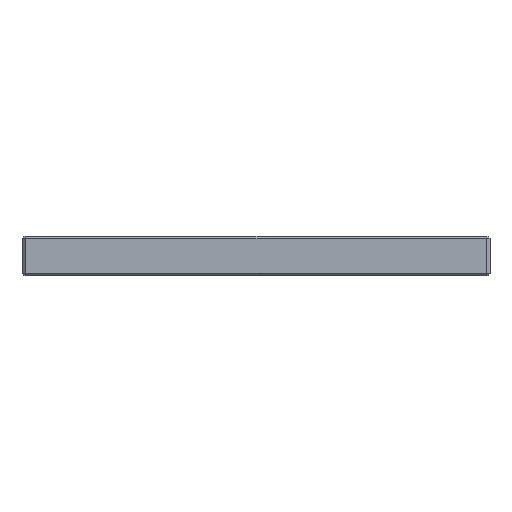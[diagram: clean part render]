
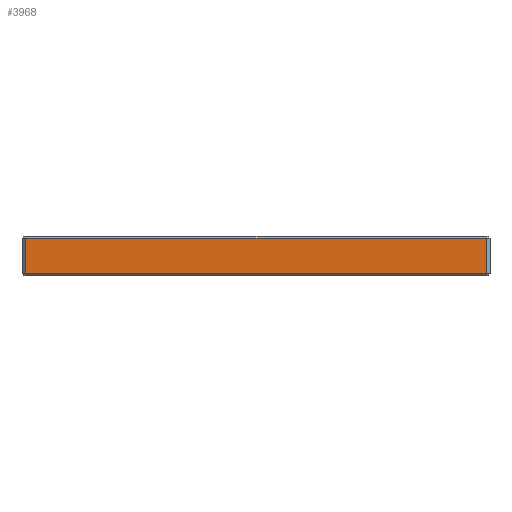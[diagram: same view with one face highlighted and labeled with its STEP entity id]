
A CAD part, top view. The second image highlights one B-rep face of the part: STEP entity #3968.
In plain terms, the highlighted planar face has unit normal (0, 0, 1).
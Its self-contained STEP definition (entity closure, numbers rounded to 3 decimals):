
#230 = CARTESIAN_POINT ( 'NONE',  ( -60., 0.5, 65. ) ) ;
#476 = LINE ( 'NONE', #2212, #3989 ) ;
#487 = DIRECTION ( 'NONE',  ( 1., 0., 0. ) ) ;
#521 = DIRECTION ( 'NONE',  ( 0., -1., 0. ) ) ;
#669 = VECTOR ( 'NONE', #487, 1000. ) ;
#720 = ORIENTED_EDGE ( 'NONE', *, *, #1003, .T. ) ;
#829 = CARTESIAN_POINT ( 'NONE',  ( -59., 9.5, 65. ) ) ;
#881 = DIRECTION ( 'NONE',  ( -1., 0., 0. ) ) ;
#1003 = EDGE_CURVE ( 'NONE', #3852, #2703, #3071, .T. ) ;
#1184 = EDGE_CURVE ( 'NONE', #3262, #3852, #2894, .T. ) ;
#1781 = DIRECTION ( 'NONE',  ( 0., 1., 0. ) ) ;
#1796 = VERTEX_POINT ( 'NONE', #829 ) ;
#1834 = EDGE_CURVE ( 'NONE', #1796, #3262, #3528, .T. ) ;
#2023 = AXIS2_PLACEMENT_3D ( 'NONE', #2746, #2702, #2390 ) ;
#2151 = EDGE_LOOP ( 'NONE', ( #720, #4240, #3695, #3152 ) ) ;
#2212 = CARTESIAN_POINT ( 'NONE',  ( -59., 9.5, 65. ) ) ;
#2238 = VECTOR ( 'NONE', #1781, 1000. ) ;
#2266 = FACE_OUTER_BOUND ( 'NONE', #2151, .T. ) ;
#2390 = DIRECTION ( 'NONE',  ( -1., 0., 0. ) ) ;
#2467 = CARTESIAN_POINT ( 'NONE',  ( -59., 0.5, 65. ) ) ;
#2702 = DIRECTION ( 'NONE',  ( 0., 0., -1. ) ) ;
#2703 = VERTEX_POINT ( 'NONE', #4001 ) ;
#2746 = CARTESIAN_POINT ( 'NONE',  ( -60., 10., 65. ) ) ;
#2894 = LINE ( 'NONE', #230, #669 ) ;
#3007 = EDGE_CURVE ( 'NONE', #2703, #1796, #476, .T. ) ;
#3071 = LINE ( 'NONE', #4141, #2238 ) ;
#3152 = ORIENTED_EDGE ( 'NONE', *, *, #1184, .T. ) ;
#3240 = CARTESIAN_POINT ( 'NONE',  ( -59., 10., 65. ) ) ;
#3262 = VERTEX_POINT ( 'NONE', #2467 ) ;
#3269 = CARTESIAN_POINT ( 'NONE',  ( 59., 0.5, 65. ) ) ;
#3528 = LINE ( 'NONE', #3240, #4283 ) ;
#3623 = PLANE ( 'NONE',  #2023 ) ;
#3695 = ORIENTED_EDGE ( 'NONE', *, *, #1834, .T. ) ;
#3852 = VERTEX_POINT ( 'NONE', #3269 ) ;
#3968 = ADVANCED_FACE ( 'NONE', ( #2266 ), #3623, .F. ) ;
#3989 = VECTOR ( 'NONE', #881, 1000. ) ;
#4001 = CARTESIAN_POINT ( 'NONE',  ( 59., 9.5, 65. ) ) ;
#4141 = CARTESIAN_POINT ( 'NONE',  ( 59., 10., 65. ) ) ;
#4240 = ORIENTED_EDGE ( 'NONE', *, *, #3007, .T. ) ;
#4283 = VECTOR ( 'NONE', #521, 1000. ) ;
